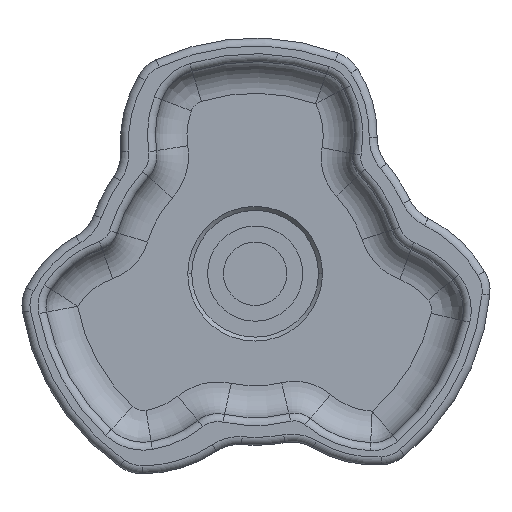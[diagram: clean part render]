
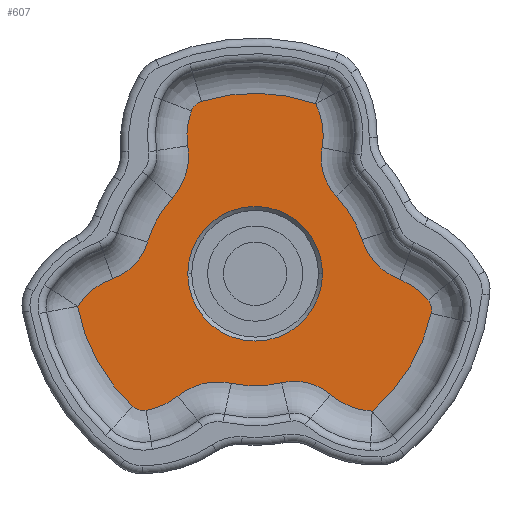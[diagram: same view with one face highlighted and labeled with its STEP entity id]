
A CAD part, front view. The second image highlights one B-rep face of the part: STEP entity #607.
In plain terms, the highlighted planar face has unit normal (0, -1, 0).
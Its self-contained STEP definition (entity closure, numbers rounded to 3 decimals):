
#118=CARTESIAN_POINT('Vertex',(-8.5,32.5,0.)) ;
#121=CARTESIAN_POINT('Axis2P3D Location',(0.,32.5,0.)) ;
#125=CARTESIAN_POINT('Vertex',(8.5,32.5,0.)) ;
#145=CARTESIAN_POINT('Axis2P3D Location',(0.,32.5,0.)) ;
#428=CARTESIAN_POINT('Axis2P3D Location',(0.,32.5,0.)) ;
#433=CARTESIAN_POINT('Axis2P3D Location',(-4.715,32.5,-21.656)) ;
#437=CARTESIAN_POINT('Vertex',(-9.747,32.5,-15.436)) ;
#439=CARTESIAN_POINT('Vertex',(-3.013,32.5,-13.839)) ;
#442=CARTESIAN_POINT('Axis2P3D Location',(0.,32.5,0.)) ;
#446=CARTESIAN_POINT('Vertex',(3.329,32.5,-13.766)) ;
#449=CARTESIAN_POINT('Axis2P3D Location',(4.975,32.5,-20.57)) ;
#453=CARTESIAN_POINT('Vertex',(9.543,32.5,-15.266)) ;
#456=CARTESIAN_POINT('Axis2P3D Location',(15.155,32.5,-8.75)) ;
#460=CARTESIAN_POINT('Vertex',(14.764,32.5,-17.341)) ;
#463=CARTESIAN_POINT('Axis2P3D Location',(0.,32.5,0.)) ;
#467=CARTESIAN_POINT('Vertex',(22.216,32.5,-5.013)) ;
#470=CARTESIAN_POINT('Axis2P3D Location',(20.265,32.5,-4.573)) ;
#474=CARTESIAN_POINT('Vertex',(21.814,32.5,-3.307)) ;
#477=CARTESIAN_POINT('Axis2P3D Location',(15.155,32.5,-8.75)) ;
#481=CARTESIAN_POINT('Vertex',(18.241,32.5,-0.723)) ;
#484=CARTESIAN_POINT('Axis2P3D Location',(21.112,32.5,6.745)) ;
#488=CARTESIAN_POINT('Vertex',(13.491,32.5,4.31)) ;
#491=CARTESIAN_POINT('Axis2P3D Location',(0.,32.5,0.)) ;
#495=CARTESIAN_POINT('Vertex',(10.257,32.5,9.766)) ;
#498=CARTESIAN_POINT('Axis2P3D Location',(15.327,32.5,14.593)) ;
#502=CARTESIAN_POINT('Vertex',(8.449,32.5,15.898)) ;
#505=CARTESIAN_POINT('Axis2P3D Location',(0.,32.5,17.5)) ;
#509=CARTESIAN_POINT('Vertex',(7.636,32.5,21.457)) ;
#512=CARTESIAN_POINT('Axis2P3D Location',(0.,32.5,0.)) ;
#516=CARTESIAN_POINT('Vertex',(-6.767,32.5,21.747)) ;
#519=CARTESIAN_POINT('Axis2P3D Location',(-6.172,32.5,19.837)) ;
#523=CARTESIAN_POINT('Vertex',(-8.043,32.5,20.545)) ;
#526=CARTESIAN_POINT('Axis2P3D Location',(0.,32.5,17.5)) ;
#530=CARTESIAN_POINT('Vertex',(-8.495,32.5,16.159)) ;
#533=CARTESIAN_POINT('Axis2P3D Location',(-16.397,32.5,14.911)) ;
#537=CARTESIAN_POINT('Vertex',(-10.478,32.5,9.529)) ;
#540=CARTESIAN_POINT('Axis2P3D Location',(0.,32.5,0.)) ;
#544=CARTESIAN_POINT('Vertex',(-13.586,32.5,4.)) ;
#547=CARTESIAN_POINT('Axis2P3D Location',(-20.301,32.5,5.977)) ;
#551=CARTESIAN_POINT('Vertex',(-17.992,32.5,-0.631)) ;
#554=CARTESIAN_POINT('Axis2P3D Location',(-15.155,32.5,-8.75)) ;
#558=CARTESIAN_POINT('Vertex',(-22.4,32.5,-4.116)) ;
#561=CARTESIAN_POINT('Axis2P3D Location',(0.,32.5,0.)) ;
#565=CARTESIAN_POINT('Vertex',(-15.45,32.5,-16.733)) ;
#568=CARTESIAN_POINT('Axis2P3D Location',(-14.093,32.5,-15.264)) ;
#572=CARTESIAN_POINT('Vertex',(-13.771,32.5,-17.238)) ;
#575=CARTESIAN_POINT('Axis2P3D Location',(-15.155,32.5,-8.75)) ;
#122=DIRECTION('Axis2P3D Direction',(0.,-1.,0.)) ;
#146=DIRECTION('Axis2P3D Direction',(0.,-1.,0.)) ;
#429=DIRECTION('Axis2P3D Direction',(0.,-1.,0.)) ;
#430=DIRECTION('Axis2P3D XDirection',(1.,0.,0.)) ;
#434=DIRECTION('Axis2P3D Direction',(0.,-1.,0.)) ;
#443=DIRECTION('Axis2P3D Direction',(0.,-1.,0.)) ;
#450=DIRECTION('Axis2P3D Direction',(0.,-1.,0.)) ;
#457=DIRECTION('Axis2P3D Direction',(0.,-1.,0.)) ;
#464=DIRECTION('Axis2P3D Direction',(0.,-1.,0.)) ;
#471=DIRECTION('Axis2P3D Direction',(0.,-1.,0.)) ;
#478=DIRECTION('Axis2P3D Direction',(0.,-1.,0.)) ;
#485=DIRECTION('Axis2P3D Direction',(0.,-1.,0.)) ;
#492=DIRECTION('Axis2P3D Direction',(0.,-1.,0.)) ;
#499=DIRECTION('Axis2P3D Direction',(0.,-1.,0.)) ;
#506=DIRECTION('Axis2P3D Direction',(0.,-1.,0.)) ;
#513=DIRECTION('Axis2P3D Direction',(0.,-1.,0.)) ;
#520=DIRECTION('Axis2P3D Direction',(0.,-1.,0.)) ;
#527=DIRECTION('Axis2P3D Direction',(0.,-1.,0.)) ;
#534=DIRECTION('Axis2P3D Direction',(0.,-1.,0.)) ;
#541=DIRECTION('Axis2P3D Direction',(0.,-1.,0.)) ;
#548=DIRECTION('Axis2P3D Direction',(0.,-1.,0.)) ;
#555=DIRECTION('Axis2P3D Direction',(0.,-1.,0.)) ;
#562=DIRECTION('Axis2P3D Direction',(0.,-1.,0.)) ;
#569=DIRECTION('Axis2P3D Direction',(0.,-1.,0.)) ;
#576=DIRECTION('Axis2P3D Direction',(0.,-1.,0.)) ;
#123=AXIS2_PLACEMENT_3D('Circle Axis2P3D',#121,#122,$) ;
#147=AXIS2_PLACEMENT_3D('Circle Axis2P3D',#145,#146,$) ;
#431=AXIS2_PLACEMENT_3D('Plane Axis2P3D',#428,#429,#430) ;
#435=AXIS2_PLACEMENT_3D('Circle Axis2P3D',#433,#434,$) ;
#444=AXIS2_PLACEMENT_3D('Circle Axis2P3D',#442,#443,$) ;
#451=AXIS2_PLACEMENT_3D('Circle Axis2P3D',#449,#450,$) ;
#458=AXIS2_PLACEMENT_3D('Circle Axis2P3D',#456,#457,$) ;
#465=AXIS2_PLACEMENT_3D('Circle Axis2P3D',#463,#464,$) ;
#472=AXIS2_PLACEMENT_3D('Circle Axis2P3D',#470,#471,$) ;
#479=AXIS2_PLACEMENT_3D('Circle Axis2P3D',#477,#478,$) ;
#486=AXIS2_PLACEMENT_3D('Circle Axis2P3D',#484,#485,$) ;
#493=AXIS2_PLACEMENT_3D('Circle Axis2P3D',#491,#492,$) ;
#500=AXIS2_PLACEMENT_3D('Circle Axis2P3D',#498,#499,$) ;
#507=AXIS2_PLACEMENT_3D('Circle Axis2P3D',#505,#506,$) ;
#514=AXIS2_PLACEMENT_3D('Circle Axis2P3D',#512,#513,$) ;
#521=AXIS2_PLACEMENT_3D('Circle Axis2P3D',#519,#520,$) ;
#528=AXIS2_PLACEMENT_3D('Circle Axis2P3D',#526,#527,$) ;
#535=AXIS2_PLACEMENT_3D('Circle Axis2P3D',#533,#534,$) ;
#542=AXIS2_PLACEMENT_3D('Circle Axis2P3D',#540,#541,$) ;
#549=AXIS2_PLACEMENT_3D('Circle Axis2P3D',#547,#548,$) ;
#556=AXIS2_PLACEMENT_3D('Circle Axis2P3D',#554,#555,$) ;
#563=AXIS2_PLACEMENT_3D('Circle Axis2P3D',#561,#562,$) ;
#570=AXIS2_PLACEMENT_3D('Circle Axis2P3D',#568,#569,$) ;
#577=AXIS2_PLACEMENT_3D('Circle Axis2P3D',#575,#576,$) ;
#581=ORIENTED_EDGE('',*,*,#441,.T.) ;
#582=ORIENTED_EDGE('',*,*,#448,.T.) ;
#583=ORIENTED_EDGE('',*,*,#455,.T.) ;
#584=ORIENTED_EDGE('',*,*,#462,.T.) ;
#585=ORIENTED_EDGE('',*,*,#469,.T.) ;
#586=ORIENTED_EDGE('',*,*,#476,.T.) ;
#587=ORIENTED_EDGE('',*,*,#483,.T.) ;
#588=ORIENTED_EDGE('',*,*,#490,.T.) ;
#589=ORIENTED_EDGE('',*,*,#497,.T.) ;
#590=ORIENTED_EDGE('',*,*,#504,.T.) ;
#591=ORIENTED_EDGE('',*,*,#511,.T.) ;
#592=ORIENTED_EDGE('',*,*,#518,.T.) ;
#593=ORIENTED_EDGE('',*,*,#525,.T.) ;
#594=ORIENTED_EDGE('',*,*,#532,.T.) ;
#595=ORIENTED_EDGE('',*,*,#539,.T.) ;
#596=ORIENTED_EDGE('',*,*,#546,.T.) ;
#597=ORIENTED_EDGE('',*,*,#553,.T.) ;
#598=ORIENTED_EDGE('',*,*,#560,.T.) ;
#599=ORIENTED_EDGE('',*,*,#567,.T.) ;
#600=ORIENTED_EDGE('',*,*,#574,.T.) ;
#601=ORIENTED_EDGE('',*,*,#579,.T.) ;
#604=ORIENTED_EDGE('',*,*,#149,.F.) ;
#605=ORIENTED_EDGE('',*,*,#127,.F.) ;
#606=FACE_BOUND('',#603,.T.) ;
#607=ADVANCED_FACE('\X2\96F64EF651E04F554F53\X0\',(#602,#606),#432,.T.) ;
#124=CIRCLE('generated circle',#123,8.5) ;
#148=CIRCLE('generated circle',#147,8.5) ;
#436=CIRCLE('generated circle',#435,8.) ;
#445=CIRCLE('generated circle',#444,14.163) ;
#452=CIRCLE('generated circle',#451,7.) ;
#459=CIRCLE('generated circle',#458,8.6) ;
#466=CIRCLE('generated circle',#465,22.775) ;
#473=CIRCLE('generated circle',#472,2.) ;
#480=CIRCLE('generated circle',#479,8.6) ;
#487=CIRCLE('generated circle',#486,8.) ;
#494=CIRCLE('generated circle',#493,14.163) ;
#501=CIRCLE('generated circle',#500,7.) ;
#508=CIRCLE('generated circle',#507,8.6) ;
#515=CIRCLE('generated circle',#514,22.775) ;
#522=CIRCLE('generated circle',#521,2.) ;
#529=CIRCLE('generated circle',#528,8.6) ;
#536=CIRCLE('generated circle',#535,8.) ;
#543=CIRCLE('generated circle',#542,14.163) ;
#550=CIRCLE('generated circle',#549,7.) ;
#557=CIRCLE('generated circle',#556,8.6) ;
#564=CIRCLE('generated circle',#563,22.775) ;
#571=CIRCLE('generated circle',#570,2.) ;
#578=CIRCLE('generated circle',#577,8.6) ;
#127=EDGE_CURVE('',#119,#126,#124,.T.) ;
#149=EDGE_CURVE('',#126,#119,#148,.T.) ;
#441=EDGE_CURVE('',#438,#440,#436,.F.) ;
#448=EDGE_CURVE('',#440,#447,#445,.T.) ;
#455=EDGE_CURVE('',#447,#454,#452,.F.) ;
#462=EDGE_CURVE('',#454,#461,#459,.T.) ;
#469=EDGE_CURVE('',#461,#468,#466,.T.) ;
#476=EDGE_CURVE('',#468,#475,#473,.T.) ;
#483=EDGE_CURVE('',#475,#482,#480,.T.) ;
#490=EDGE_CURVE('',#482,#489,#487,.F.) ;
#497=EDGE_CURVE('',#489,#496,#494,.T.) ;
#504=EDGE_CURVE('',#496,#503,#501,.F.) ;
#511=EDGE_CURVE('',#503,#510,#508,.T.) ;
#518=EDGE_CURVE('',#510,#517,#515,.T.) ;
#525=EDGE_CURVE('',#517,#524,#522,.T.) ;
#532=EDGE_CURVE('',#524,#531,#529,.T.) ;
#539=EDGE_CURVE('',#531,#538,#536,.F.) ;
#546=EDGE_CURVE('',#538,#545,#543,.T.) ;
#553=EDGE_CURVE('',#545,#552,#550,.F.) ;
#560=EDGE_CURVE('',#552,#559,#557,.T.) ;
#567=EDGE_CURVE('',#559,#566,#564,.T.) ;
#574=EDGE_CURVE('',#566,#573,#571,.T.) ;
#579=EDGE_CURVE('',#573,#438,#578,.T.) ;
#580=EDGE_LOOP('',(#581,#582,#583,#584,#585,#586,#587,#588,#589,#590,#591,#592,#593,#594,#595,#596,#597,#598,#599,#600,#601)) ;
#603=EDGE_LOOP('',(#604,#605)) ;
#602=FACE_OUTER_BOUND('',#580,.T.) ;
#432=PLANE('Plane',#431) ;
#119=VERTEX_POINT('',#118) ;
#126=VERTEX_POINT('',#125) ;
#438=VERTEX_POINT('',#437) ;
#440=VERTEX_POINT('',#439) ;
#447=VERTEX_POINT('',#446) ;
#454=VERTEX_POINT('',#453) ;
#461=VERTEX_POINT('',#460) ;
#468=VERTEX_POINT('',#467) ;
#475=VERTEX_POINT('',#474) ;
#482=VERTEX_POINT('',#481) ;
#489=VERTEX_POINT('',#488) ;
#496=VERTEX_POINT('',#495) ;
#503=VERTEX_POINT('',#502) ;
#510=VERTEX_POINT('',#509) ;
#517=VERTEX_POINT('',#516) ;
#524=VERTEX_POINT('',#523) ;
#531=VERTEX_POINT('',#530) ;
#538=VERTEX_POINT('',#537) ;
#545=VERTEX_POINT('',#544) ;
#552=VERTEX_POINT('',#551) ;
#559=VERTEX_POINT('',#558) ;
#566=VERTEX_POINT('',#565) ;
#573=VERTEX_POINT('',#572) ;
